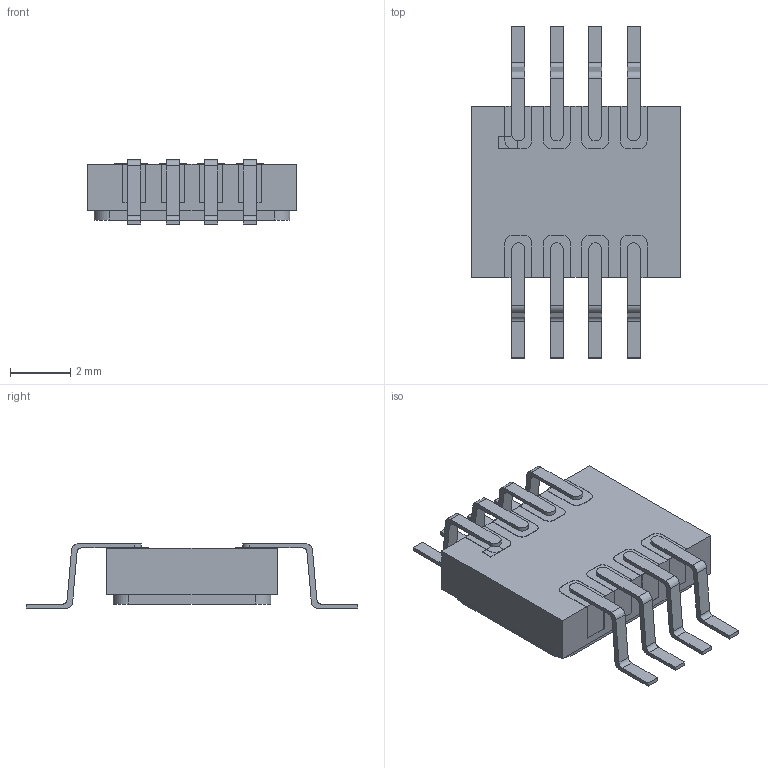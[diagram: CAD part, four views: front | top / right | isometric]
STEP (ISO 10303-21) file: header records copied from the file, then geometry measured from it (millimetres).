
FILE_DESCRIPTION((''),'2;1');
FILE_NAME('HKQ0008A_ASM','2019-10-31T09:51:39',('a0412086'),(''),'CREO PARAMETRIC BY PTC INC, 2018020','CREO PARAMETRIC BY PTC INC, 2018020','');
FILE_SCHEMA(('AUTOMOTIVE_DESIGN { 1 0 10303 214 1 1 1 1 }'));
Length unit declared in the file: millimetre
Products named in the file (6): BODY; PLATING_PAD; LID; PIN1_ID; LEAD; HKQ0008A_ASM
Assembly tree (19 placements, depth 2):
  HKQ0008A_ASM
    BODY
    PLATING_PAD  x8
    LID
    PIN1_ID
    LEAD  x8
Bounding box: 6.9 x 10.98 x 2.13 mm (x, y, z)
Volume: 73.5 mm3; surface area: 278.6 mm2
Topology: 19 solids, 19 shells, 246 faces, 608 edges, 400 vertices
Faces by surface type: plane 186, cylinder 60
Entity records: 2341 total; most frequent: CARTESIAN_POINT 301, DIRECTION 290, ORIENTED_EDGE 236, PRESENTATION_STYLE_ASSIGNMENT 123, STYLED_ITEM 123, CURVE_STYLE 118, EDGE_CURVE 118, AXIS2_PLACEMENT_3D 97
